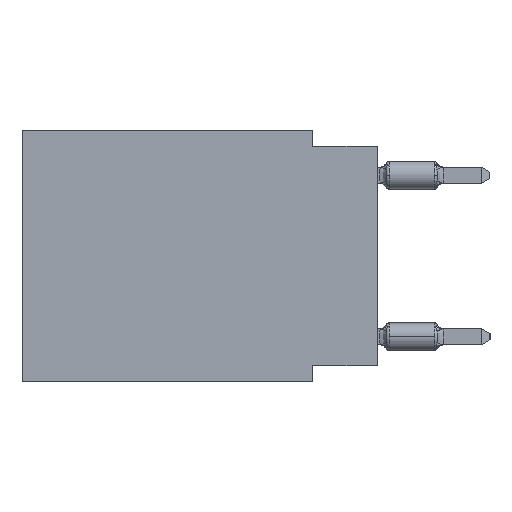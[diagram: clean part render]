
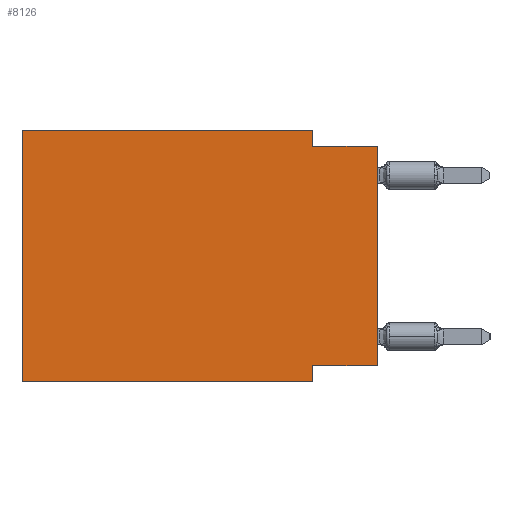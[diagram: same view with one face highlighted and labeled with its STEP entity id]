
A CAD part, left-side view. The second image highlights one B-rep face of the part: STEP entity #8126.
In plain terms, the highlighted planar face has unit normal (-1, 0, 0).
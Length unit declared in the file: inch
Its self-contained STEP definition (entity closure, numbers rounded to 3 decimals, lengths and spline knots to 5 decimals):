
#319 = DIRECTION ( 'NONE',  ( 0., -1., 0. ) ) ;
#2009 = PLANE ( 'NONE',  #36032 ) ;
#2430 = VERTEX_POINT ( 'NONE', #23226 ) ;
#2694 = CARTESIAN_POINT ( 'NONE',  ( 0., 0.55, 0. ) ) ;
#3541 = LINE ( 'NONE', #16609, #27127 ) ;
#5133 = CARTESIAN_POINT ( 'NONE',  ( 0., 0.1, 0. ) ) ;
#5153 = DIRECTION ( 'NONE',  ( 0., -1., 0. ) ) ;
#5580 = EDGE_CURVE ( 'NONE', #41222, #41815, #18106, .T. ) ;
#6813 = EDGE_CURVE ( 'NONE', #41815, #24091, #11902, .T. ) ;
#7317 = EDGE_CURVE ( 'NONE', #41222, #40854, #32206, .T. ) ;
#7618 = CARTESIAN_POINT ( 'NONE',  ( 0., 0., -0.365 ) ) ;
#8126 = ADVANCED_FACE ( 'NONE', ( #28353 ), #2009, .F. ) ;
#8223 = CARTESIAN_POINT ( 'NONE',  ( 0., 0.55, 0. ) ) ;
#8372 = LINE ( 'NONE', #17594, #25690 ) ;
#9711 = ORIENTED_EDGE ( 'NONE', *, *, #25189, .F. ) ;
#10072 = VECTOR ( 'NONE', #31179, 39.37008 ) ;
#10639 = CARTESIAN_POINT ( 'NONE',  ( 0., 0.1, -0.025 ) ) ;
#10985 = EDGE_CURVE ( 'NONE', #2430, #11350, #24887, .T. ) ;
#11350 = VERTEX_POINT ( 'NONE', #5133 ) ;
#11452 = CARTESIAN_POINT ( 'NONE',  ( 0., 0.1, -0.365 ) ) ;
#11873 = DIRECTION ( 'NONE',  ( 1., 0., 0. ) ) ;
#11902 = LINE ( 'NONE', #27747, #31434 ) ;
#12737 = EDGE_CURVE ( 'NONE', #11350, #32373, #15123, .T. ) ;
#13121 = CARTESIAN_POINT ( 'NONE',  ( 0., 0.55, -0.39 ) ) ;
#14596 = ORIENTED_EDGE ( 'NONE', *, *, #5580, .F. ) ;
#15109 = DIRECTION ( 'NONE',  ( 0., 0., -1. ) ) ;
#15123 = LINE ( 'NONE', #21335, #31542 ) ;
#15761 = DIRECTION ( 'NONE',  ( 0., 0., 1. ) ) ;
#16572 = VERTEX_POINT ( 'NONE', #13121 ) ;
#16609 = CARTESIAN_POINT ( 'NONE',  ( 0., 0., -0.025 ) ) ;
#17512 = CARTESIAN_POINT ( 'NONE',  ( 0., 0., -0.365 ) ) ;
#17535 = ORIENTED_EDGE ( 'NONE', *, *, #24084, .T. ) ;
#17594 = CARTESIAN_POINT ( 'NONE',  ( 0., 0.55, -0.39 ) ) ;
#18106 = LINE ( 'NONE', #7618, #10072 ) ;
#18406 = VECTOR ( 'NONE', #31973, 39.37008 ) ;
#21335 = CARTESIAN_POINT ( 'NONE',  ( 0., 0.1, 0. ) ) ;
#21463 = CARTESIAN_POINT ( 'NONE',  ( 0., 0.55, 0. ) ) ;
#21641 = CARTESIAN_POINT ( 'NONE',  ( 0., 0.1, -0.39 ) ) ;
#21751 = DIRECTION ( 'NONE',  ( 0., 0., -1. ) ) ;
#23226 = CARTESIAN_POINT ( 'NONE',  ( 0., 0.55, 0. ) ) ;
#23423 = CARTESIAN_POINT ( 'NONE',  ( 0., 0., -0.025 ) ) ;
#24042 = ORIENTED_EDGE ( 'NONE', *, *, #12737, .F. ) ;
#24084 = EDGE_CURVE ( 'NONE', #16572, #24091, #8372, .T. ) ;
#24091 = VERTEX_POINT ( 'NONE', #21641 ) ;
#24887 = LINE ( 'NONE', #21463, #18406 ) ;
#25091 = EDGE_CURVE ( 'NONE', #16572, #2430, #38710, .T. ) ;
#25189 = EDGE_CURVE ( 'NONE', #32373, #40854, #3541, .T. ) ;
#25690 = VECTOR ( 'NONE', #5153, 39.37008 ) ;
#25966 = DIRECTION ( 'NONE',  ( 0., 0., 1. ) ) ;
#27127 = VECTOR ( 'NONE', #319, 39.37008 ) ;
#27747 = CARTESIAN_POINT ( 'NONE',  ( 0., 0.1, -0.39 ) ) ;
#27776 = EDGE_LOOP ( 'NONE', ( #33258, #9711, #24042, #33076, #38799, #17535, #32733, #14596 ) ) ;
#28353 = FACE_OUTER_BOUND ( 'NONE', #27776, .T. ) ;
#31179 = DIRECTION ( 'NONE',  ( 0., 1., 0. ) ) ;
#31434 = VECTOR ( 'NONE', #15109, 39.37008 ) ;
#31542 = VECTOR ( 'NONE', #21751, 39.37008 ) ;
#31973 = DIRECTION ( 'NONE',  ( 0., -1., 0. ) ) ;
#32206 = LINE ( 'NONE', #42068, #41792 ) ;
#32373 = VERTEX_POINT ( 'NONE', #10639 ) ;
#32733 = ORIENTED_EDGE ( 'NONE', *, *, #6813, .F. ) ;
#33076 = ORIENTED_EDGE ( 'NONE', *, *, #10985, .F. ) ;
#33258 = ORIENTED_EDGE ( 'NONE', *, *, #7317, .T. ) ;
#35012 = DIRECTION ( 'NONE',  ( 0., 0., -1. ) ) ;
#36032 = AXIS2_PLACEMENT_3D ( 'NONE', #8223, #11873, #35012 ) ;
#38102 = VECTOR ( 'NONE', #15761, 39.37008 ) ;
#38710 = LINE ( 'NONE', #2694, #38102 ) ;
#38799 = ORIENTED_EDGE ( 'NONE', *, *, #25091, .F. ) ;
#40854 = VERTEX_POINT ( 'NONE', #23423 ) ;
#41222 = VERTEX_POINT ( 'NONE', #17512 ) ;
#41792 = VECTOR ( 'NONE', #25966, 39.37008 ) ;
#41815 = VERTEX_POINT ( 'NONE', #11452 ) ;
#42068 = CARTESIAN_POINT ( 'NONE',  ( 0., 0., 0. ) ) ;
